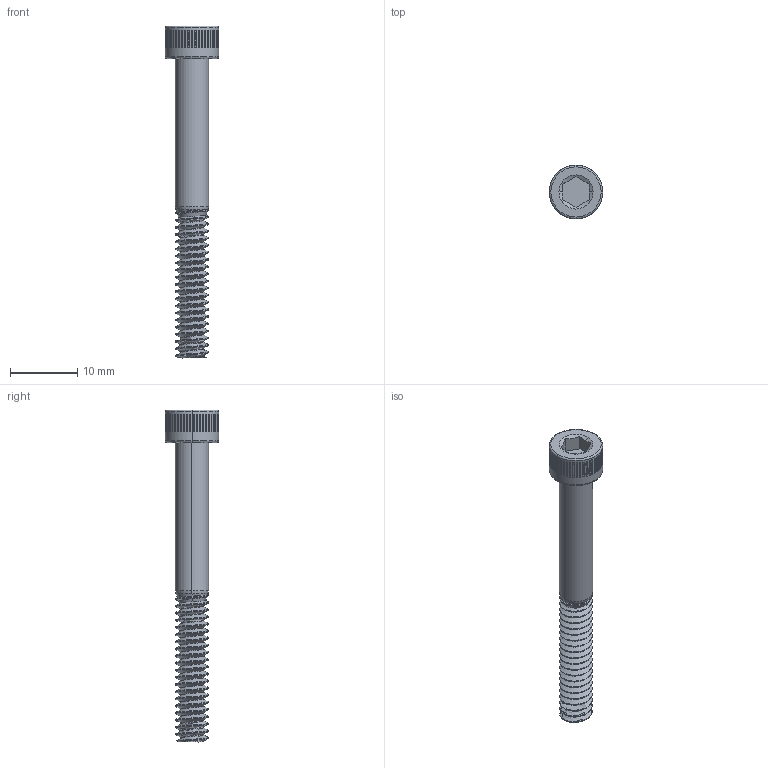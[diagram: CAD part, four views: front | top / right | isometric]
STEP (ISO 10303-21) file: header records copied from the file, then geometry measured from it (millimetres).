
FILE_DESCRIPTION (( 'STEP AP203' ), '1' );
FILE_NAME ('91251A252_Black-Oxide Alloy Steel Socket Head Screw.STEP', '2023-02-07T14:23:36', ( 'Administrator' ), ( 'Managed by Terraform' ), 'SwSTEP 2.0', 'SolidWorks 2017', '' );
FILE_SCHEMA (( 'CONFIG_CONTROL_DESIGN' ));
Length unit declared in the file: inch
Products named in the file (1): 91251A252_Black-Oxide Alloy Steel Socket Head Screw
Bounding box: 7.94 x 7.94 x 49.28 mm (x, y, z)
Volume: 935.8 mm3; surface area: 1096.3 mm2
Topology: 1 solids, 1 shells, 425 faces, 1105 edges, 734 vertices
Faces by surface type: plane 210, cone 109, cylinder 97, torus 6, bspline 3
Entity records: 16507 total; most frequent: CARTESIAN_POINT 5979, ORIENTED_EDGE 2210, DIRECTION 2163, EDGE_CURVE 1105, AXIS2_PLACEMENT_3D 749, VERTEX_POINT 734, VECTOR 665, LINE 665
